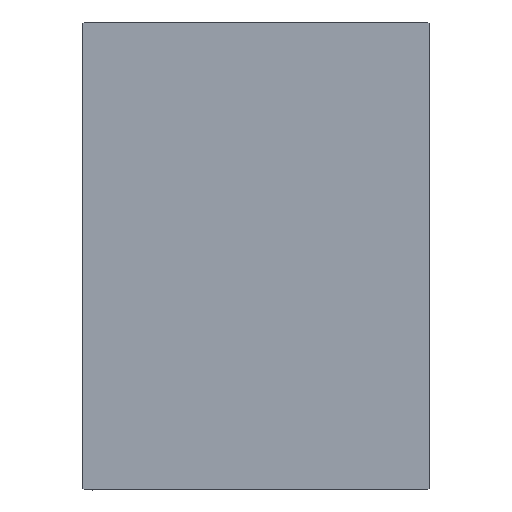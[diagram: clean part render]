
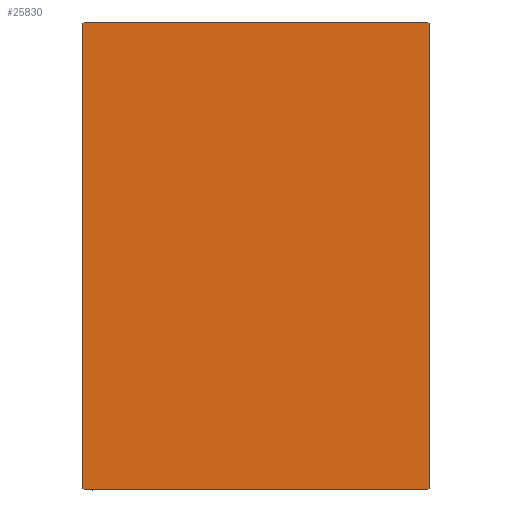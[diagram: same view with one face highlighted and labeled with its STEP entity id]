
A CAD part, left-side view. The second image highlights one B-rep face of the part: STEP entity #25830.
In plain terms, the highlighted face is planar.
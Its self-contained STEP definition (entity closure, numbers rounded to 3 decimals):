
#231 = EDGE_CURVE ( 'NONE', #40238, #33952, #42724, .T. ) ;
#1230 = CARTESIAN_POINT ( 'NONE',  ( 113., 31.5, -42.5 ) ) ;
#1324 = VERTEX_POINT ( 'NONE', #14633 ) ;
#2124 = ORIENTED_EDGE ( 'NONE', *, *, #38496, .T. ) ;
#2385 = EDGE_CURVE ( 'NONE', #17785, #40238, #22186, .T. ) ;
#2543 = LINE ( 'NONE', #39643, #30374 ) ;
#3356 = AXIS2_PLACEMENT_3D ( 'NONE', #38059, #41060, #34152 ) ;
#4826 = VERTEX_POINT ( 'NONE', #26615 ) ;
#5301 = ORIENTED_EDGE ( 'NONE', *, *, #17393, .T. ) ;
#6710 = CARTESIAN_POINT ( 'NONE',  ( 113., -31.5, -42.2 ) ) ;
#7681 = VECTOR ( 'NONE', #36631, 1000. ) ;
#8097 = LINE ( 'NONE', #11999, #41035 ) ;
#8235 = ORIENTED_EDGE ( 'NONE', *, *, #27520, .T. ) ;
#9157 = EDGE_LOOP ( 'NONE', ( #2124, #41034, #8235, #34354, #31979, #16581, #20066, #5301 ) ) ;
#10476 = VECTOR ( 'NONE', #10829, 1000. ) ;
#10829 = DIRECTION ( 'NONE',  ( 0., 0.707, -0.707 ) ) ;
#10994 = EDGE_CURVE ( 'NONE', #33952, #17373, #2543, .T. ) ;
#11595 = EDGE_CURVE ( 'NONE', #4826, #22980, #25217, .T. ) ;
#11999 = CARTESIAN_POINT ( 'NONE',  ( 113., -31.5, -42.5 ) ) ;
#12342 = CARTESIAN_POINT ( 'NONE',  ( 113., -31.5, 42.2 ) ) ;
#13231 = PLANE ( 'NONE',  #3356 ) ;
#13825 = LINE ( 'NONE', #19660, #17041 ) ;
#14633 = CARTESIAN_POINT ( 'NONE',  ( 113., 31.5, 42.2 ) ) ;
#15918 = EDGE_CURVE ( 'NONE', #1324, #17785, #13825, .T. ) ;
#16581 = ORIENTED_EDGE ( 'NONE', *, *, #231, .T. ) ;
#17041 = VECTOR ( 'NONE', #27621, 1000. ) ;
#17373 = VERTEX_POINT ( 'NONE', #6710 ) ;
#17393 = EDGE_CURVE ( 'NONE', #17373, #19155, #42335, .T. ) ;
#17785 = VERTEX_POINT ( 'NONE', #34832 ) ;
#18543 = CARTESIAN_POINT ( 'NONE',  ( 113., 36.85, -36.85 ) ) ;
#19151 = LINE ( 'NONE', #1230, #7681 ) ;
#19155 = VERTEX_POINT ( 'NONE', #20250 ) ;
#19229 = VECTOR ( 'NONE', #29081, 1000. ) ;
#19660 = CARTESIAN_POINT ( 'NONE',  ( 113., 36.85, 36.85 ) ) ;
#20066 = ORIENTED_EDGE ( 'NONE', *, *, #10994, .T. ) ;
#20250 = CARTESIAN_POINT ( 'NONE',  ( 113., -31.2, -42.5 ) ) ;
#20457 = CARTESIAN_POINT ( 'NONE',  ( 113., 31.5, -42.2 ) ) ;
#22186 = LINE ( 'NONE', #31446, #19229 ) ;
#22980 = VERTEX_POINT ( 'NONE', #20457 ) ;
#25217 = LINE ( 'NONE', #18543, #28135 ) ;
#25830 = ADVANCED_FACE ( 'NONE', ( #44510 ), #13231, .T. ) ;
#26615 = CARTESIAN_POINT ( 'NONE',  ( 113., 31.2, -42.5 ) ) ;
#27520 = EDGE_CURVE ( 'NONE', #22980, #1324, #19151, .T. ) ;
#27621 = DIRECTION ( 'NONE',  ( 0., -0.707, 0.707 ) ) ;
#28135 = VECTOR ( 'NONE', #39250, 1000. ) ;
#29081 = DIRECTION ( 'NONE',  ( 0., -1., 0. ) ) ;
#30374 = VECTOR ( 'NONE', #35970, 1000. ) ;
#31446 = CARTESIAN_POINT ( 'NONE',  ( 113., 31.5, 42.5 ) ) ;
#31972 = CARTESIAN_POINT ( 'NONE',  ( 113., -36.85, -36.85 ) ) ;
#31979 = ORIENTED_EDGE ( 'NONE', *, *, #2385, .T. ) ;
#32597 = CARTESIAN_POINT ( 'NONE',  ( 113., -36.85, 36.85 ) ) ;
#33834 = VECTOR ( 'NONE', #43182, 1000. ) ;
#33952 = VERTEX_POINT ( 'NONE', #12342 ) ;
#34152 = DIRECTION ( 'NONE',  ( 0., 0., -1. ) ) ;
#34354 = ORIENTED_EDGE ( 'NONE', *, *, #15918, .T. ) ;
#34832 = CARTESIAN_POINT ( 'NONE',  ( 113., 31.2, 42.5 ) ) ;
#35970 = DIRECTION ( 'NONE',  ( 0., 0., -1. ) ) ;
#36631 = DIRECTION ( 'NONE',  ( 0., 0., 1. ) ) ;
#38016 = CARTESIAN_POINT ( 'NONE',  ( 113., -31.2, 42.5 ) ) ;
#38059 = CARTESIAN_POINT ( 'NONE',  ( 113., 0., 0. ) ) ;
#38496 = EDGE_CURVE ( 'NONE', #19155, #4826, #8097, .T. ) ;
#39250 = DIRECTION ( 'NONE',  ( 0., 0.707, 0.707 ) ) ;
#39643 = CARTESIAN_POINT ( 'NONE',  ( 113., -31.5, 42.5 ) ) ;
#39830 = DIRECTION ( 'NONE',  ( 0., 1., 0. ) ) ;
#40238 = VERTEX_POINT ( 'NONE', #38016 ) ;
#41034 = ORIENTED_EDGE ( 'NONE', *, *, #11595, .T. ) ;
#41035 = VECTOR ( 'NONE', #39830, 1000. ) ;
#41060 = DIRECTION ( 'NONE',  ( 1., 0., 0. ) ) ;
#42335 = LINE ( 'NONE', #31972, #10476 ) ;
#42724 = LINE ( 'NONE', #32597, #33834 ) ;
#43182 = DIRECTION ( 'NONE',  ( 0., -0.707, -0.707 ) ) ;
#44510 = FACE_OUTER_BOUND ( 'NONE', #9157, .T. ) ;
